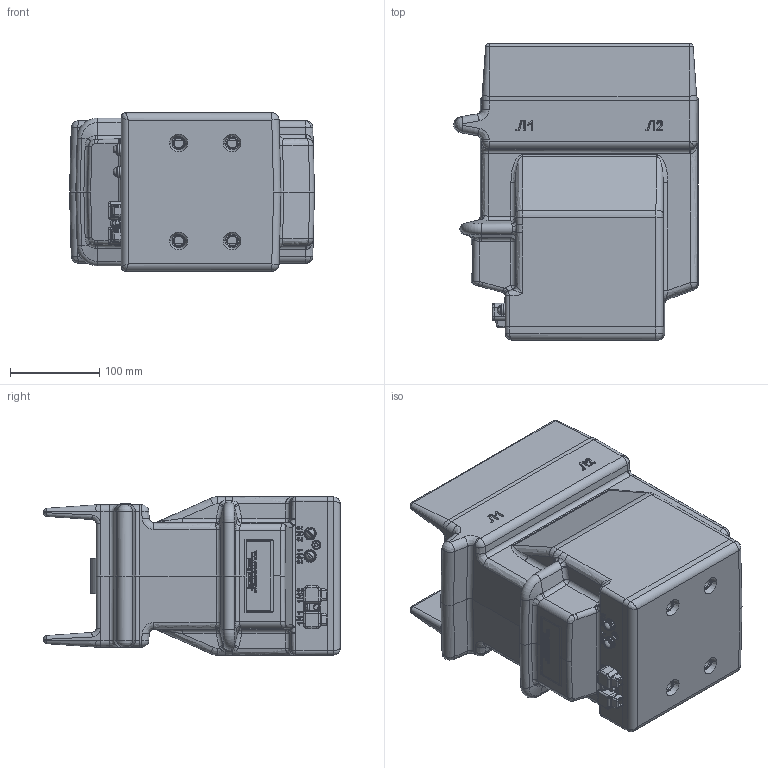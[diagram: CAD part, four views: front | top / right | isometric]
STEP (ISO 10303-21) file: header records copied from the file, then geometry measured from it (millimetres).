
FILE_DESCRIPTION (( 'STEP AP203' ), '1' );
FILE_NAME ('ﾒﾎﾋ-20-5.2-2.STEP', '2018-02-15T05:12:42', ( '' ), ( '' ), 'SwSTEP 2.0', 'SolidWorks 2010', '' );
FILE_SCHEMA (( 'CONFIG_CONTROL_DESIGN' ));
Length unit declared in the file: millimetre
Products named in the file (1): ﾒﾎﾋ-20-5.2-2
Bounding box: 275 x 333 x 178 mm (x, y, z)
Surface area: 381262 mm2 (no closed solid volume)
Topology: 0 solids, 52 shells, 807 faces, 3464 edges, 2664 vertices
Faces by surface type: plane 304, bspline 213, cylinder 160, cone 88, sphere 32, torus 10
Entity records: 50057 total; most frequent: CARTESIAN_POINT 25156, ORIENTED_EDGE 4998, DIRECTION 4109, EDGE_CURVE 3452, VERTEX_POINT 2664, VECTOR 1719, LINE 1719, AXIS2_PLACEMENT_3D 1195
